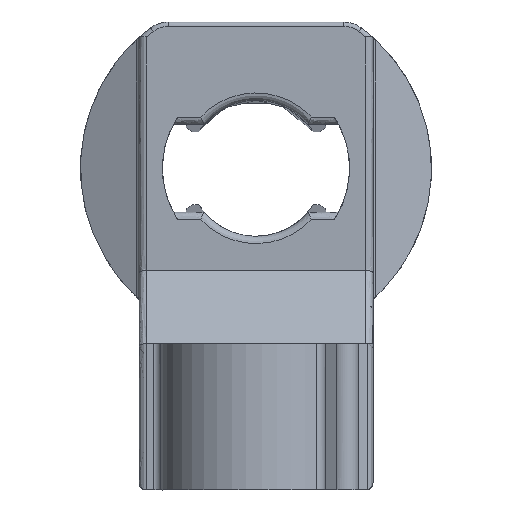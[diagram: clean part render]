
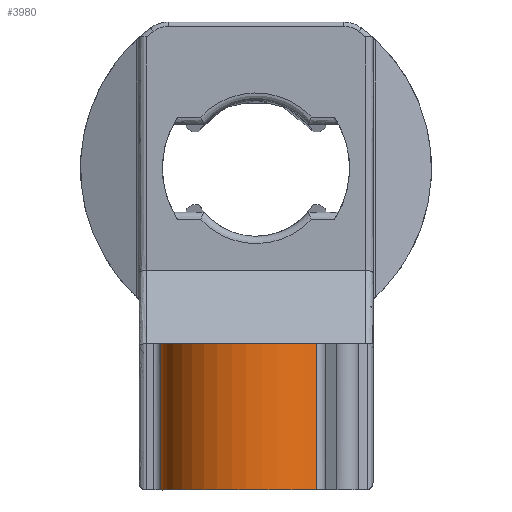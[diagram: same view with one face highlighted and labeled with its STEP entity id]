
A CAD part, left-side view. The second image highlights one B-rep face of the part: STEP entity #3980.
In plain terms, the highlighted free-form (B-spline) face has degree [1, 2] with [2, 5] control points.
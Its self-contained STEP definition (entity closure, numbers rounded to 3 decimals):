
#3199=CARTESIAN_POINT('',(-9.5,6.5,-12.));
#3200=VERTEX_POINT('',#3199);
#3206=CARTESIAN_POINT('',(-14.492,-4.162,-12.));
#3207=VERTEX_POINT('',#3206);
#3208=CARTESIAN_POINT('',(-14.492,-4.162,-12.));
#3209=CARTESIAN_POINT('',(-14.701,-3.912,-12.));
#3210=CARTESIAN_POINT('',(-15.103,-3.348,-12.));
#3211=CARTESIAN_POINT('',(-15.514,-2.521,-12.));
#3212=CARTESIAN_POINT('',(-15.794,-1.683,-12.));
#3213=CARTESIAN_POINT('',(-15.969,-0.836,-12.));
#3214=CARTESIAN_POINT('',(-16.029,0.201,-12.));
#3215=CARTESIAN_POINT('',(-15.912,1.215,-12.));
#3216=CARTESIAN_POINT('',(-15.677,2.067,-12.));
#3217=CARTESIAN_POINT('',(-15.384,2.798,-12.));
#3218=CARTESIAN_POINT('',(-15.034,3.439,-12.));
#3219=CARTESIAN_POINT('',(-14.588,4.064,-12.));
#3220=CARTESIAN_POINT('',(-13.989,4.739,-12.));
#3221=CARTESIAN_POINT('',(-13.229,5.362,-12.));
#3222=CARTESIAN_POINT('',(-12.227,5.933,-12.));
#3223=CARTESIAN_POINT('',(-11.359,6.253,-12.));
#3224=CARTESIAN_POINT('',(-10.401,6.456,-12.));
#3225=CARTESIAN_POINT('',(-9.845,6.5,-12.));
#3226=CARTESIAN_POINT('',(-9.5,6.5,-12.));
#3227=B_SPLINE_CURVE_WITH_KNOTS('',3,(#3208,#3209,#3210,#3211,#3212,#3213,#3214,#3215,#3216,#3217,#3218,#3219,#3220,#3221,#3222,#3223,#3224,#3225,#3226),.UNSPECIFIED.,.F.,.U.,(4,1,1,1,1,1,1,1,1,1,1,1,1,1,1,1,4),(0.,0.978,2.071,2.761,3.624,4.66,5.868,6.673,7.306,8.227,8.859,9.607,10.931,11.793,13.059,13.692,14.727),.UNSPECIFIED.);
#3228=EDGE_CURVE('',#3207,#3200,#3227,.T.);
#3523=CARTESIAN_POINT('',(-14.492,-4.162,-22.));
#3524=VERTEX_POINT('',#3523);
#3535=CARTESIAN_POINT('',(-9.5,6.5,-22.));
#3536=VERTEX_POINT('',#3535);
#3537=CARTESIAN_POINT('',(-14.492,-4.162,-22.));
#3538=CARTESIAN_POINT('',(-14.701,-3.912,-22.));
#3539=CARTESIAN_POINT('',(-15.103,-3.348,-22.));
#3540=CARTESIAN_POINT('',(-15.608,-2.331,-22.));
#3541=CARTESIAN_POINT('',(-15.932,-1.181,-22.));
#3542=CARTESIAN_POINT('',(-16.031,-0.011,-22.));
#3543=CARTESIAN_POINT('',(-15.939,1.082,-22.));
#3544=CARTESIAN_POINT('',(-15.665,2.164,-22.));
#3545=CARTESIAN_POINT('',(-15.229,3.129,-22.));
#3546=CARTESIAN_POINT('',(-14.688,3.947,-22.));
#3547=CARTESIAN_POINT('',(-14.158,4.556,-22.));
#3548=CARTESIAN_POINT('',(-13.56,5.096,-22.));
#3549=CARTESIAN_POINT('',(-12.932,5.54,-22.));
#3550=CARTESIAN_POINT('',(-12.203,5.929,-22.));
#3551=CARTESIAN_POINT('',(-11.504,6.199,-22.));
#3552=CARTESIAN_POINT('',(-10.593,6.433,-22.));
#3553=CARTESIAN_POINT('',(-9.941,6.5,-22.));
#3554=CARTESIAN_POINT('',(-9.5,6.5,-22.));
#3555=B_SPLINE_CURVE_WITH_KNOTS('',3,(#3537,#3538,#3539,#3540,#3541,#3542,#3543,#3544,#3545,#3546,#3547,#3548,#3549,#3550,#3551,#3552,#3553,#3554),.UNSPECIFIED.,.F.,.U.,(4,1,1,1,1,1,1,1,1,1,1,1,1,1,1,4),(0.,0.978,2.071,3.394,4.545,5.58,6.673,7.881,8.744,9.607,10.298,11.161,11.908,12.771,13.404,14.727),.UNSPECIFIED.);
#3556=EDGE_CURVE('',#3524,#3536,#3555,.T.);
#3942=CARTESIAN_POINT('',(-14.492,-4.162,-22.));
#3943=CARTESIAN_POINT('',(-14.492,-4.162,-12.));
#3944=QUASI_UNIFORM_CURVE('',1,(#3942,#3943),.UNSPECIFIED.,.F.,.U.);
#3945=EDGE_CURVE('',#3524,#3207,#3944,.T.);
#3952=CARTESIAN_POINT('',(-14.368,-4.307,-22.25));
#3953=CARTESIAN_POINT('',(-14.368,-4.307,-11.744));
#3954=CARTESIAN_POINT('',(-17.273,-1.023,-22.25));
#3955=CARTESIAN_POINT('',(-17.273,-1.023,-11.744));
#3956=CARTESIAN_POINT('',(-15.317,2.9,-22.25));
#3957=CARTESIAN_POINT('',(-15.317,2.9,-11.744));
#3958=CARTESIAN_POINT('',(-13.361,6.824,-22.25));
#3959=CARTESIAN_POINT('',(-13.361,6.824,-11.744));
#3960=CARTESIAN_POINT('',(-8.99,6.48,-22.25));
#3961=CARTESIAN_POINT('',(-8.99,6.48,-11.744));
#3969=(BOUNDED_SURFACE()B_SPLINE_SURFACE(1,2,((#3952,#3954,#3956,#3958,#3960),(#3953,#3955,#3957,#3959,#3961)),.UNSPECIFIED.,.F.,.F.,.U.)B_SPLINE_SURFACE_WITH_KNOTS((2,2),(3,2,3),(0.0,10.506),(0.0,7.949,15.898),.UNSPECIFIED.)GEOMETRIC_REPRESENTATION_ITEM()RATIONAL_B_SPLINE_SURFACE(((1.0,0.829,1.0,0.829,1.0),(1.0,0.829,1.0,0.829,1.0)))REPRESENTATION_ITEM('')SURFACE());
#3970=ORIENTED_EDGE('',*,*,#3228,.T.);
#3971=CARTESIAN_POINT('',(-9.5,6.5,-22.));
#3972=CARTESIAN_POINT('',(-9.5,6.5,-12.));
#3973=QUASI_UNIFORM_CURVE('',1,(#3971,#3972),.UNSPECIFIED.,.F.,.U.);
#3974=EDGE_CURVE('',#3536,#3200,#3973,.T.);
#3975=ORIENTED_EDGE('',*,*,#3974,.F.);
#3976=ORIENTED_EDGE('',*,*,#3556,.F.);
#3977=ORIENTED_EDGE('',*,*,#3945,.T.);
#3978=EDGE_LOOP('',(#3970,#3975,#3976,#3977));
#3979=FACE_OUTER_BOUND('',#3978,.T.);
#3980=ADVANCED_FACE('',(#3979),#3969,.T.);
